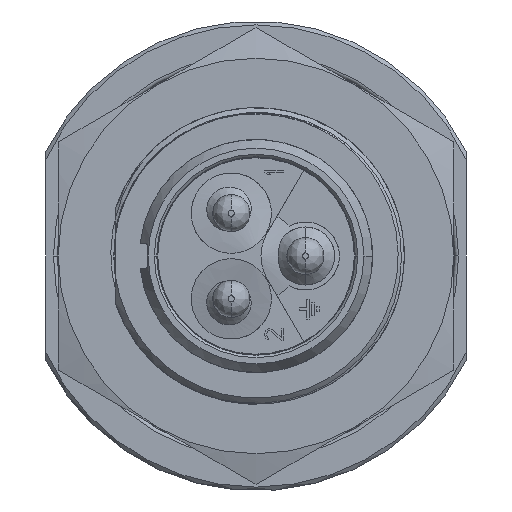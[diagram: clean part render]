
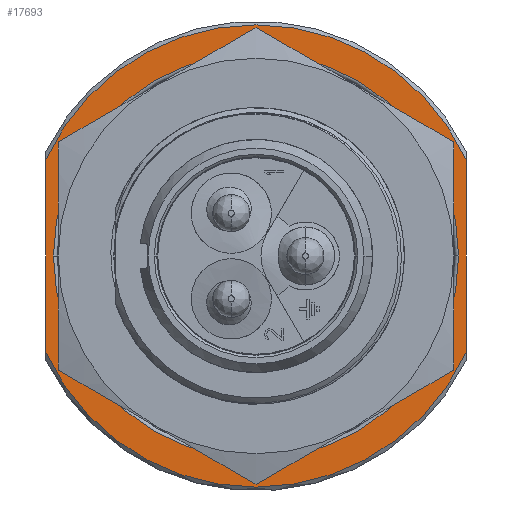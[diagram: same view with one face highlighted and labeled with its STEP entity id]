
A CAD part, left-side view. The second image highlights one B-rep face of the part: STEP entity #17693.
In plain terms, the highlighted planar face has unit normal (-1, 0, 0).
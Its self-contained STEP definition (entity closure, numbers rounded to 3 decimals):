
#8880=CARTESIAN_POINT('',(23.5,0.,0.));
#8881=DIRECTION('',(1.,0.,0.));
#8882=DIRECTION('',(0.,-1.,0.));
#8883=AXIS2_PLACEMENT_3D('',#8880,#8881,#8882);
#8895=DIRECTION('',(0.,0.,-1.));
#8896=VECTOR('',#8895,15.581);
#8897=CARTESIAN_POINT('',(23.5,17.,7.79));
#8898=LINE('1073',#8897,#8896);
#8899=CARTESIAN_POINT('',(23.5,0.,0.));
#8900=DIRECTION('',(1.,0.,0.));
#8901=DIRECTION('',(0.,0.909,0.417));
#8902=AXIS2_PLACEMENT_3D('',#8899,#8900,#8901);
#8904=DIRECTION('',(0.,0.,1.));
#8905=VECTOR('',#8904,15.581);
#8906=CARTESIAN_POINT('',(23.5,-17.,-7.79));
#8907=LINE('1074',#8906,#8905);
#8908=CARTESIAN_POINT('',(23.5,0.,0.));
#8909=DIRECTION('',(-1.,0.,0.));
#8910=DIRECTION('',(0.,0.909,-0.417));
#8911=AXIS2_PLACEMENT_3D('',#8908,#8909,#8910);
#9423=CARTESIAN_POINT('',(23.5,0.,0.));
#9424=DIRECTION('',(1.,0.,0.));
#9425=DIRECTION('',(0.,1.,0.));
#9426=AXIS2_PLACEMENT_3D('',#9423,#9424,#9425);
#10522=CARTESIAN_POINT('',(23.5,17.,7.79));
#10523=CARTESIAN_POINT('',(23.5,17.,-7.79));
#10524=VERTEX_POINT('',#10522);
#10525=VERTEX_POINT('',#10523);
#10526=CARTESIAN_POINT('',(23.5,-17.,-7.79));
#10527=CARTESIAN_POINT('',(23.5,-17.,7.79));
#10528=VERTEX_POINT('',#10526);
#10529=VERTEX_POINT('',#10527);
#10570=CARTESIAN_POINT('',(23.5,-16.389,0.));
#10571=CARTESIAN_POINT('',(23.5,16.389,0.));
#10572=VERTEX_POINT('',#10570);
#10573=VERTEX_POINT('',#10571);
#17673=CARTESIAN_POINT('',(23.5,0.,0.));
#17674=DIRECTION('',(1.,0.,0.));
#17675=DIRECTION('',(0.,-1.,0.));
#17676=AXIS2_PLACEMENT_3D('',#17673,#17674,#17675);
#17677=PLANE('249',#17676);
#17679=ORIENTED_EDGE('1073',*,*,#17678,.F.);
#17681=ORIENTED_EDGE('1088',*,*,#17680,.T.);
#17683=ORIENTED_EDGE('1074',*,*,#17682,.F.);
#17685=ORIENTED_EDGE('1092',*,*,#17684,.F.);
#17686=EDGE_LOOP('249',(#17679,#17681,#17683,#17685));
#17687=FACE_OUTER_BOUND('249',#17686,.F.);
#17688=ORIENTED_EDGE('1120',*,*,#17663,.F.);
#17690=ORIENTED_EDGE('1122',*,*,#17689,.F.);
#17691=EDGE_LOOP('249',(#17688,#17690));
#17692=FACE_BOUND('249',#17691,.F.);
#8884=CIRCLE('1120',#8883,16.389);
#8903=CIRCLE('1088',#8902,18.7);
#8912=CIRCLE('1092',#8911,18.7);
#9427=CIRCLE('1122',#9426,16.389);
#17663=EDGE_CURVE('1120',#10572,#10573,#8884,.T.);
#17678=EDGE_CURVE('1073',#10524,#10525,#8898,.T.);
#17680=EDGE_CURVE('1088',#10524,#10529,#8903,.T.);
#17682=EDGE_CURVE('1074',#10528,#10529,#8907,.T.);
#17684=EDGE_CURVE('1092',#10525,#10528,#8912,.T.);
#17689=EDGE_CURVE('1122',#10573,#10572,#9427,.T.);
#17693=ADVANCED_FACE('249',(#17687,#17692),#17677,.F.);
